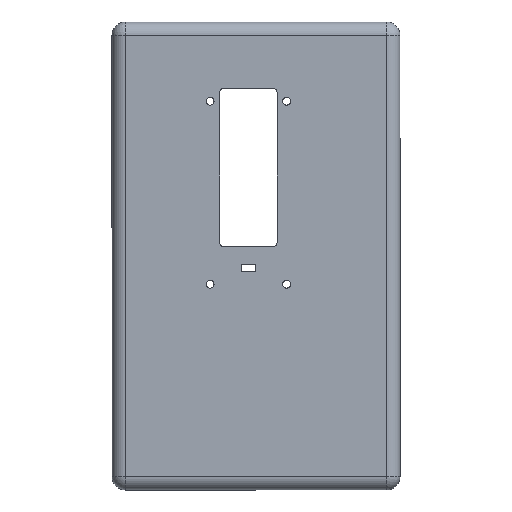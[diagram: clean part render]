
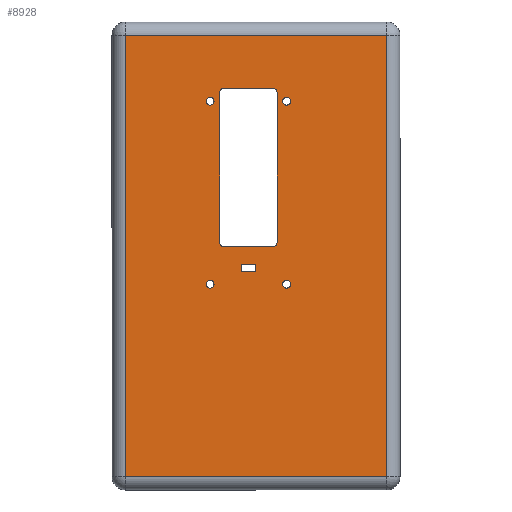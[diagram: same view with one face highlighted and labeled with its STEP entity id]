
A CAD part, front view. The second image highlights one B-rep face of the part: STEP entity #8928.
In plain terms, the highlighted planar face has unit normal (0, -1, 0).
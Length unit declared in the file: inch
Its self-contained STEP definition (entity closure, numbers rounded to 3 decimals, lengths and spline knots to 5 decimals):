
#731=FACE_BOUND('',#1967,.T.);
#732=FACE_BOUND('',#1968,.T.);
#733=FACE_BOUND('',#1969,.T.);
#734=FACE_BOUND('',#1970,.T.);
#735=FACE_BOUND('',#1971,.T.);
#736=FACE_BOUND('',#1972,.T.);
#737=CIRCLE('',#8951,0.055);
#739=CIRCLE('',#8954,0.055);
#741=CIRCLE('',#8957,0.055);
#743=CIRCLE('',#8960,0.055);
#792=CIRCLE('',#9115,0.0625);
#793=CIRCLE('',#9118,0.0625);
#796=CIRCLE('',#9122,0.0625);
#797=CIRCLE('',#9125,0.0625);
#1447=FACE_OUTER_BOUND('',#1966,.T.);
#1966=EDGE_LOOP('',(#8249,#8250,#8251,#8252));
#1967=EDGE_LOOP('',(#8253,#8254,#8255,#8256));
#1968=EDGE_LOOP('',(#8257));
#1969=EDGE_LOOP('',(#8258));
#1970=EDGE_LOOP('',(#8259));
#1971=EDGE_LOOP('',(#8260));
#1972=EDGE_LOOP('',(#8261,#8262,#8263,#8264,#8265,#8266,#8267,#8268));
#1975=LINE('',#10957,#2699);
#1979=LINE('',#10965,#2703);
#1982=LINE('',#10971,#2706);
#1985=LINE('',#10976,#2709);
#2502=LINE('',#16684,#3226);
#2508=LINE('',#16705,#3232);
#2511=LINE('',#16714,#3235);
#2512=LINE('',#16716,#3236);
#2630=LINE('',#17148,#3354);
#2666=LINE('',#17265,#3390);
#2668=LINE('',#17274,#3392);
#2697=LINE('',#17362,#3421);
#2699=VECTOR('',#9378,0.3937);
#2703=VECTOR('',#9384,0.3937);
#2706=VECTOR('',#9389,0.3937);
#2709=VECTOR('',#9394,0.3937);
#3226=VECTOR('',#10245,0.3937);
#3232=VECTOR('',#10265,0.3937);
#3235=VECTOR('',#10276,0.3937);
#3236=VECTOR('',#10279,0.3937);
#3354=VECTOR('',#10695,0.3937);
#3390=VECTOR('',#10823,0.3937);
#3392=VECTOR('',#10835,0.3937);
#3421=VECTOR('',#10940,0.3937);
#3423=VERTEX_POINT('',#10955);
#3424=VERTEX_POINT('',#10956);
#3427=VERTEX_POINT('',#10964);
#3429=VERTEX_POINT('',#10970);
#3431=VERTEX_POINT('',#10979);
#3433=VERTEX_POINT('',#10985);
#3435=VERTEX_POINT('',#10991);
#3437=VERTEX_POINT('',#10997);
#4123=VERTEX_POINT('',#16674);
#4124=VERTEX_POINT('',#16676);
#4126=VERTEX_POINT('',#16682);
#4127=VERTEX_POINT('',#16686);
#4131=VERTEX_POINT('',#16695);
#4132=VERTEX_POINT('',#16697);
#4134=VERTEX_POINT('',#16703);
#4135=VERTEX_POINT('',#16707);
#4198=VERTEX_POINT('',#16955);
#4246=VERTEX_POINT('',#17144);
#4276=VERTEX_POINT('',#17262);
#4277=VERTEX_POINT('',#17264);
#4301=EDGE_CURVE('',#3423,#3424,#1975,.T.);
#4305=EDGE_CURVE('',#3424,#3427,#1979,.T.);
#4308=EDGE_CURVE('',#3427,#3429,#1982,.T.);
#4311=EDGE_CURVE('',#3429,#3423,#1985,.T.);
#4313=EDGE_CURVE('',#3431,#3431,#737,.T.);
#4316=EDGE_CURVE('',#3433,#3433,#739,.T.);
#4319=EDGE_CURVE('',#3435,#3435,#741,.T.);
#4322=EDGE_CURVE('',#3437,#3437,#743,.T.);
#5314=EDGE_CURVE('',#4123,#4124,#792,.T.);
#5318=EDGE_CURVE('',#4126,#4123,#2502,.T.);
#5319=EDGE_CURVE('',#4127,#4126,#793,.T.);
#5324=EDGE_CURVE('',#4131,#4132,#796,.T.);
#5328=EDGE_CURVE('',#4131,#4134,#2508,.T.);
#5329=EDGE_CURVE('',#4135,#4134,#797,.T.);
#5333=EDGE_CURVE('',#4127,#4132,#2511,.T.);
#5334=EDGE_CURVE('',#4135,#4124,#2512,.T.);
#5520=EDGE_CURVE('',#4198,#4246,#2630,.T.);
#5576=EDGE_CURVE('',#4276,#4277,#2666,.T.);
#5581=EDGE_CURVE('',#4246,#4276,#2668,.T.);
#5626=EDGE_CURVE('',#4277,#4198,#2697,.T.);
#8249=ORIENTED_EDGE('',*,*,#5626,.F.);
#8250=ORIENTED_EDGE('',*,*,#5576,.F.);
#8251=ORIENTED_EDGE('',*,*,#5581,.F.);
#8252=ORIENTED_EDGE('',*,*,#5520,.F.);
#8253=ORIENTED_EDGE('',*,*,#4308,.T.);
#8254=ORIENTED_EDGE('',*,*,#4311,.T.);
#8255=ORIENTED_EDGE('',*,*,#4301,.T.);
#8256=ORIENTED_EDGE('',*,*,#4305,.T.);
#8257=ORIENTED_EDGE('',*,*,#4313,.T.);
#8258=ORIENTED_EDGE('',*,*,#4316,.T.);
#8259=ORIENTED_EDGE('',*,*,#4319,.T.);
#8260=ORIENTED_EDGE('',*,*,#4322,.T.);
#8261=ORIENTED_EDGE('',*,*,#5333,.T.);
#8262=ORIENTED_EDGE('',*,*,#5324,.F.);
#8263=ORIENTED_EDGE('',*,*,#5328,.T.);
#8264=ORIENTED_EDGE('',*,*,#5329,.F.);
#8265=ORIENTED_EDGE('',*,*,#5334,.T.);
#8266=ORIENTED_EDGE('',*,*,#5314,.F.);
#8267=ORIENTED_EDGE('',*,*,#5318,.F.);
#8268=ORIENTED_EDGE('',*,*,#5319,.F.);
#8453=PLANE('',#9368);
#8928=ADVANCED_FACE('',(#1447,#731,#732,#733,#734,#735,#736),#8453,.T.);
#8951=AXIS2_PLACEMENT_3D('',#10980,#9398,#9399);
#8954=AXIS2_PLACEMENT_3D('',#10986,#9405,#9406);
#8957=AXIS2_PLACEMENT_3D('',#10992,#9412,#9413);
#8960=AXIS2_PLACEMENT_3D('',#10998,#9419,#9420);
#9115=AXIS2_PLACEMENT_3D('',#16677,#10238,#10239);
#9118=AXIS2_PLACEMENT_3D('',#16687,#10248,#10249);
#9122=AXIS2_PLACEMENT_3D('',#16698,#10258,#10259);
#9125=AXIS2_PLACEMENT_3D('',#16708,#10268,#10269);
#9368=AXIS2_PLACEMENT_3D('',#17364,#10943,#10944);
#9378=DIRECTION('',(0.,0.,-1.));
#9384=DIRECTION('',(-1.,0.,0.));
#9389=DIRECTION('',(0.,0.,1.));
#9394=DIRECTION('',(1.,0.,0.));
#9398=DIRECTION('center_axis',(0.,1.,0.));
#9399=DIRECTION('ref_axis',(-1.,0.,0.));
#9405=DIRECTION('center_axis',(0.,1.,0.));
#9406=DIRECTION('ref_axis',(-1.,0.,0.));
#9412=DIRECTION('center_axis',(0.,1.,0.));
#9413=DIRECTION('ref_axis',(-1.,0.,0.));
#9419=DIRECTION('center_axis',(0.,1.,0.));
#9420=DIRECTION('ref_axis',(-1.,0.,0.));
#10238=DIRECTION('center_axis',(0.,-1.,0.));
#10239=DIRECTION('ref_axis',(0.707,0.,-0.707));
#10245=DIRECTION('',(1.,0.,0.));
#10248=DIRECTION('center_axis',(0.,-1.,0.));
#10249=DIRECTION('ref_axis',(-0.707,0.,-0.707));
#10258=DIRECTION('center_axis',(0.,-1.,0.));
#10259=DIRECTION('ref_axis',(-0.707,0.,0.707));
#10265=DIRECTION('',(1.,0.,0.));
#10268=DIRECTION('center_axis',(0.,-1.,0.));
#10269=DIRECTION('ref_axis',(0.707,0.,0.707));
#10276=DIRECTION('',(0.,0.,1.));
#10279=DIRECTION('',(0.,0.,-1.));
#10695=DIRECTION('',(0.,0.,1.));
#10823=DIRECTION('',(0.,0.,-1.));
#10835=DIRECTION('',(1.,0.,0.));
#10940=DIRECTION('',(-1.,0.,0.));
#10943=DIRECTION('center_axis',(0.,-1.,0.));
#10944=DIRECTION('ref_axis',(0.,0.,1.));
#10955=CARTESIAN_POINT('',(1.99359,0.,6.02963));
#10956=CARTESIAN_POINT('',(1.99359,0.,5.92963));
#10957=CARTESIAN_POINT('',(1.99359,0.,5.47963));
#10964=CARTESIAN_POINT('',(1.79359,0.,5.92963));
#10965=CARTESIAN_POINT('',(2.62954,0.,5.92963));
#10970=CARTESIAN_POINT('',(1.79359,0.,6.02963));
#10971=CARTESIAN_POINT('',(1.79359,0.,5.52963));
#10976=CARTESIAN_POINT('',(2.72954,0.,6.02963));
#10979=CARTESIAN_POINT('',(1.41734,0.,5.75963));
#10980=CARTESIAN_POINT('Origin',(1.36234,0.,
5.75963));
#10985=CARTESIAN_POINT('',(1.41734,0.,8.29963));
#10986=CARTESIAN_POINT('Origin',(1.36234,0.,
8.29963));
#10991=CARTESIAN_POINT('',(2.47984,0.,5.75963));
#10992=CARTESIAN_POINT('Origin',(2.42484,0.,
5.75963));
#10997=CARTESIAN_POINT('',(2.47984,0.,8.29963));
#10998=CARTESIAN_POINT('Origin',(2.42484,0.,
8.29963));
#16674=CARTESIAN_POINT('',(2.23109,0.,6.27963));
#16676=CARTESIAN_POINT('',(2.29359,0.,6.34213));
#16677=CARTESIAN_POINT('Origin',(2.23109,0.,6.34213));
#16682=CARTESIAN_POINT('',(1.55609,0.,6.27963));
#16684=CARTESIAN_POINT('',(0.64375,0.,6.27963));
#16686=CARTESIAN_POINT('',(1.49359,0.,6.34213));
#16687=CARTESIAN_POINT('Origin',(1.55609,0.,6.34213));
#16695=CARTESIAN_POINT('',(1.55609,0.,8.47927));
#16697=CARTESIAN_POINT('',(1.49359,0.,8.41677));
#16698=CARTESIAN_POINT('Origin',(1.55609,0.,8.41677));
#16703=CARTESIAN_POINT('',(2.23109,0.,8.47927));
#16705=CARTESIAN_POINT('',(2.87954,0.,8.47927));
#16707=CARTESIAN_POINT('',(2.29359,0.,8.41677));
#16708=CARTESIAN_POINT('Origin',(2.23109,0.,8.41677));
#16714=CARTESIAN_POINT('',(1.49359,0.,8.17963));
#16716=CARTESIAN_POINT('',(2.29359,0.,6.40463));
#16955=CARTESIAN_POINT('',(0.187,0.,3.087));
#17144=CARTESIAN_POINT('',(0.187,0.,9.213));
#17148=CARTESIAN_POINT('',(0.187,0.,1.));
#17262=CARTESIAN_POINT('',(3.813,0.,9.213));
#17264=CARTESIAN_POINT('',(3.813,0.,3.087));
#17265=CARTESIAN_POINT('',(3.813,0.,0.));
#17274=CARTESIAN_POINT('',(0.78125,0.,9.213));
#17362=CARTESIAN_POINT('',(0.78125,0.,3.087));
#17364=CARTESIAN_POINT('Origin',(3.4655,0.,5.02963));
